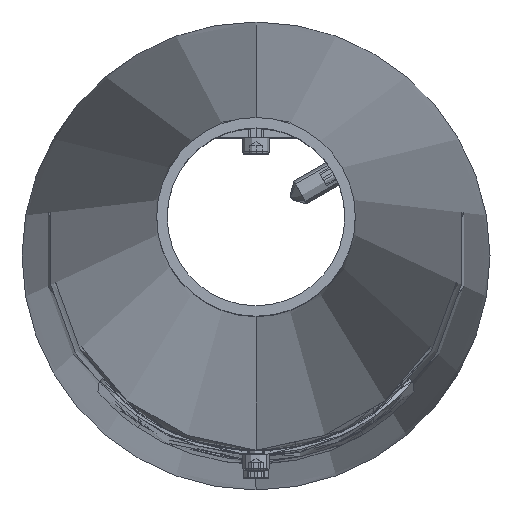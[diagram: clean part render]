
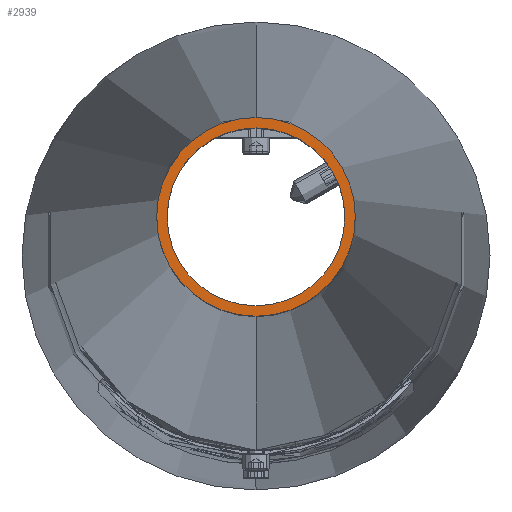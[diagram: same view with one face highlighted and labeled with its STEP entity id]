
A CAD part, top view. The second image highlights one B-rep face of the part: STEP entity #2939.
In plain terms, the highlighted face is planar.
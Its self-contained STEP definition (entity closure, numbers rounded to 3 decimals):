
#143 = VERTEX_POINT ( 'NONE', #2033 ) ;
#232 = DIRECTION ( 'NONE',  ( 0., 0., -1. ) ) ;
#393 = CIRCLE ( 'NONE', #1349, 34. ) ;
#581 = VERTEX_POINT ( 'NONE', #3631 ) ;
#701 = CARTESIAN_POINT ( 'NONE',  ( 0., 8600., -38. ) ) ;
#800 = CIRCLE ( 'NONE', #4707, 38. ) ;
#959 = DIRECTION ( 'NONE',  ( 0., -1., 0. ) ) ;
#969 = CIRCLE ( 'NONE', #1623, 34. ) ;
#976 = EDGE_LOOP ( 'NONE', ( #1848, #3590 ) ) ;
#1107 = DIRECTION ( 'NONE',  ( 0., 1., 0. ) ) ;
#1145 = EDGE_CURVE ( 'NONE', #143, #581, #393, .T. ) ;
#1154 = PLANE ( 'NONE',  #3989 ) ;
#1203 = AXIS2_PLACEMENT_3D ( 'NONE', #3185, #1334, #3503 ) ;
#1294 = CARTESIAN_POINT ( 'NONE',  ( 0., 8600., 0. ) ) ;
#1334 = DIRECTION ( 'NONE',  ( 0., -1., 0. ) ) ;
#1337 = DIRECTION ( 'NONE',  ( 0., 0., -1. ) ) ;
#1349 = AXIS2_PLACEMENT_3D ( 'NONE', #2509, #3965, #232 ) ;
#1372 = CIRCLE ( 'NONE', #1203, 38. ) ;
#1489 = FACE_OUTER_BOUND ( 'NONE', #4600, .T. ) ;
#1623 = AXIS2_PLACEMENT_3D ( 'NONE', #3188, #959, #1337 ) ;
#1677 = ORIENTED_EDGE ( 'NONE', *, *, #2450, .F. ) ;
#1848 = ORIENTED_EDGE ( 'NONE', *, *, #1145, .T. ) ;
#2033 = CARTESIAN_POINT ( 'NONE',  ( 0., 8600., -34. ) ) ;
#2337 = DIRECTION ( 'NONE',  ( 0., 0., -1. ) ) ;
#2450 = EDGE_CURVE ( 'NONE', #2682, #3478, #800, .T. ) ;
#2509 = CARTESIAN_POINT ( 'NONE',  ( 0., 8600., 0. ) ) ;
#2682 = VERTEX_POINT ( 'NONE', #701 ) ;
#2812 = ORIENTED_EDGE ( 'NONE', *, *, #3642, .F. ) ;
#2939 = ADVANCED_FACE ( 'NONE', ( #4831, #1489 ), #1154, .T. ) ;
#2969 = CARTESIAN_POINT ( 'NONE',  ( -38., 8600., 0. ) ) ;
#3185 = CARTESIAN_POINT ( 'NONE',  ( 0., 8600., 0. ) ) ;
#3188 = CARTESIAN_POINT ( 'NONE',  ( 0., 8600., 0. ) ) ;
#3249 = CARTESIAN_POINT ( 'NONE',  ( 0., 8600., 38. ) ) ;
#3478 = VERTEX_POINT ( 'NONE', #3249 ) ;
#3503 = DIRECTION ( 'NONE',  ( 0., 0., -1. ) ) ;
#3590 = ORIENTED_EDGE ( 'NONE', *, *, #4511, .T. ) ;
#3631 = CARTESIAN_POINT ( 'NONE',  ( 0., 8600., 34. ) ) ;
#3642 = EDGE_CURVE ( 'NONE', #3478, #2682, #1372, .T. ) ;
#3715 = DIRECTION ( 'NONE',  ( 0., 0., 1. ) ) ;
#3965 = DIRECTION ( 'NONE',  ( 0., -1., 0. ) ) ;
#3989 = AXIS2_PLACEMENT_3D ( 'NONE', #2969, #1107, #3715 ) ;
#4262 = DIRECTION ( 'NONE',  ( 0., -1., 0. ) ) ;
#4511 = EDGE_CURVE ( 'NONE', #581, #143, #969, .T. ) ;
#4600 = EDGE_LOOP ( 'NONE', ( #1677, #2812 ) ) ;
#4707 = AXIS2_PLACEMENT_3D ( 'NONE', #1294, #4262, #2337 ) ;
#4831 = FACE_BOUND ( 'NONE', #976, .T. ) ;
